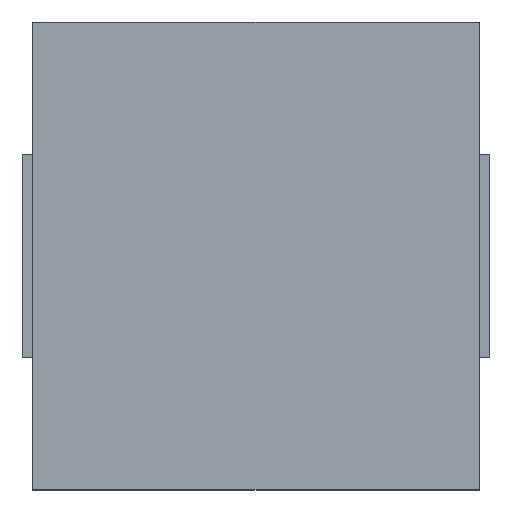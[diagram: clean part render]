
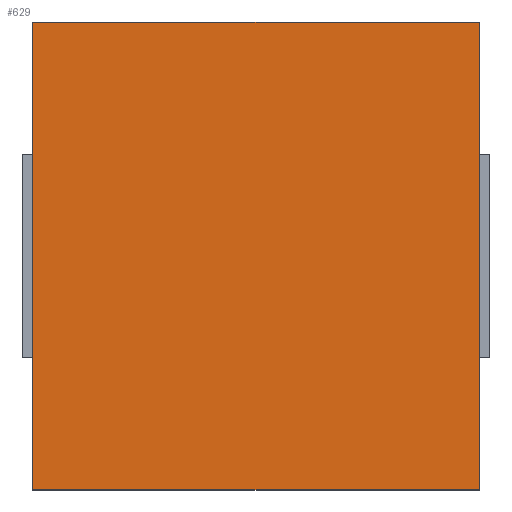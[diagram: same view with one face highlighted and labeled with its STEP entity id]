
A CAD part, top view. The second image highlights one B-rep face of the part: STEP entity #629.
In plain terms, the highlighted planar face has unit normal (0, 0, 1).
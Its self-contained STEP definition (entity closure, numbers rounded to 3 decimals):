
#20=FACE_OUTER_BOUND('',#56,.T.);
#56=EDGE_LOOP('',(#390,#391,#392,#393));
#92=LINE('',#884,#174);
#93=LINE('',#886,#175);
#94=LINE('',#888,#176);
#95=LINE('',#889,#177);
#174=VECTOR('',#725,1.);
#175=VECTOR('',#726,1.);
#176=VECTOR('',#727,1.);
#177=VECTOR('',#728,1.);
#256=VERTEX_POINT('',#882);
#257=VERTEX_POINT('',#883);
#258=VERTEX_POINT('',#885);
#259=VERTEX_POINT('',#887);
#308=EDGE_CURVE('',#256,#257,#92,.T.);
#309=EDGE_CURVE('',#258,#256,#93,.T.);
#310=EDGE_CURVE('',#259,#258,#94,.T.);
#311=EDGE_CURVE('',#257,#259,#95,.T.);
#390=ORIENTED_EDGE('',*,*,#308,.F.);
#391=ORIENTED_EDGE('',*,*,#309,.F.);
#392=ORIENTED_EDGE('',*,*,#310,.F.);
#393=ORIENTED_EDGE('',*,*,#311,.F.);
#554=PLANE('',#682);
#629=ADVANCED_FACE('',(#20),#554,.T.);
#682=AXIS2_PLACEMENT_3D('',#881,#723,#724);
#723=DIRECTION('center_axis',(0.,0.,1.));
#724=DIRECTION('ref_axis',(0.,1.,0.));
#725=DIRECTION('',(-1.,0.,0.));
#726=DIRECTION('',(0.,-1.,0.));
#727=DIRECTION('',(1.,0.,0.));
#728=DIRECTION('',(0.,1.,0.));
#881=CARTESIAN_POINT('Origin',(-3.296,-3.454,2.997));
#882=CARTESIAN_POINT('',(3.296,-3.454,2.997));
#883=CARTESIAN_POINT('',(-3.296,-3.454,2.997));
#884=CARTESIAN_POINT('',(3.296,-3.454,2.997));
#885=CARTESIAN_POINT('',(3.296,3.454,2.997));
#886=CARTESIAN_POINT('',(3.296,3.454,2.997));
#887=CARTESIAN_POINT('',(-3.296,3.454,2.997));
#888=CARTESIAN_POINT('',(-3.296,3.454,2.997));
#889=CARTESIAN_POINT('',(-3.296,-3.454,2.997));
